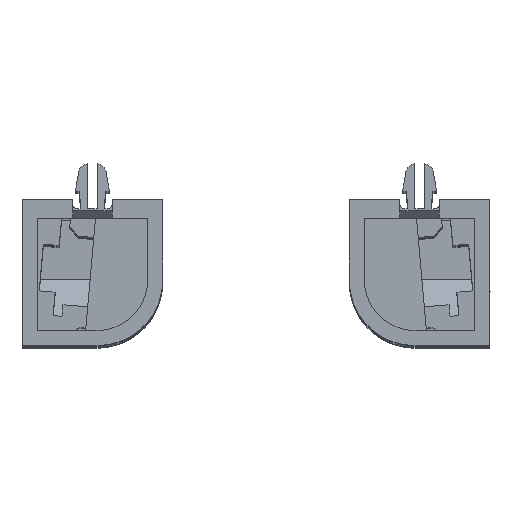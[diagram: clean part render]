
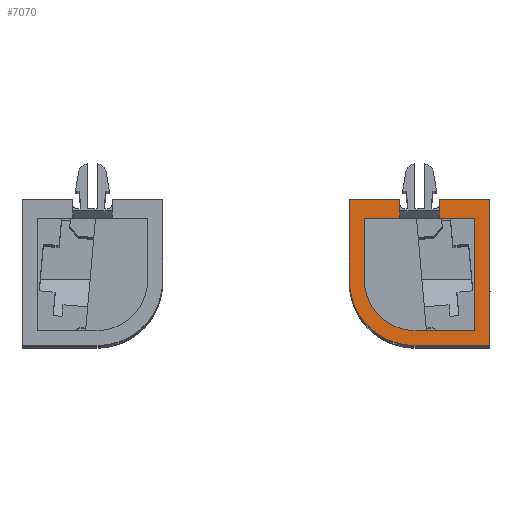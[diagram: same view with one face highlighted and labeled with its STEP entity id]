
A CAD part, top view. The second image highlights one B-rep face of the part: STEP entity #7070.
In plain terms, the highlighted planar face has unit normal (0, 0, 1).
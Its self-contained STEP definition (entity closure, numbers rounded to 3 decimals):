
#185=CIRCLE('',#7523,5.401);
#186=CIRCLE('',#7524,7.001);
#334=FACE_OUTER_BOUND('',#704,.T.);
#704=EDGE_LOOP('',(#4691,#4692,#4693,#4694,#4695,#4696,#4697,#4698,#4699,
#4700,#4701,#4702,#4703,#4704,#4705,#4706,#4707));
#1101=LINE('',#10121,#2007);
#1107=LINE('',#10133,#2013);
#1109=LINE('',#10137,#2015);
#1110=LINE('',#10139,#2016);
#1111=LINE('',#10141,#2017);
#1112=LINE('',#10143,#2018);
#1113=LINE('',#10146,#2019);
#1114=LINE('',#10148,#2020);
#1115=LINE('',#10150,#2021);
#1116=LINE('',#10152,#2022);
#1117=LINE('',#10156,#2023);
#1118=LINE('',#10158,#2024);
#1119=LINE('',#10160,#2025);
#1120=LINE('',#10162,#2026);
#1121=LINE('',#10163,#2027);
#2007=VECTOR('',#8103,10.);
#2013=VECTOR('',#8109,10.);
#2015=VECTOR('',#8113,10.);
#2016=VECTOR('',#8114,10.);
#2017=VECTOR('',#8115,10.);
#2018=VECTOR('',#8116,10.);
#2019=VECTOR('',#8119,10.);
#2020=VECTOR('',#8120,10.);
#2021=VECTOR('',#8121,10.);
#2022=VECTOR('',#8122,10.);
#2023=VECTOR('',#8125,10.);
#2024=VECTOR('',#8126,10.);
#2025=VECTOR('',#8127,10.);
#2026=VECTOR('',#8128,10.);
#2027=VECTOR('',#8129,10.);
#2915=VERTEX_POINT('',#10118);
#2916=VERTEX_POINT('',#10120);
#2921=VERTEX_POINT('',#10130);
#2922=VERTEX_POINT('',#10132);
#2923=VERTEX_POINT('',#10136);
#2924=VERTEX_POINT('',#10138);
#2925=VERTEX_POINT('',#10140);
#2926=VERTEX_POINT('',#10142);
#2927=VERTEX_POINT('',#10144);
#2928=VERTEX_POINT('',#10147);
#2929=VERTEX_POINT('',#10149);
#2930=VERTEX_POINT('',#10151);
#2931=VERTEX_POINT('',#10153);
#2932=VERTEX_POINT('',#10155);
#2933=VERTEX_POINT('',#10157);
#2934=VERTEX_POINT('',#10159);
#2935=VERTEX_POINT('',#10161);
#3621=EDGE_CURVE('',#2916,#2915,#1101,.T.);
#3627=EDGE_CURVE('',#2922,#2921,#1107,.T.);
#3629=EDGE_CURVE('',#2923,#2922,#1109,.T.);
#3630=EDGE_CURVE('',#2921,#2924,#1110,.T.);
#3631=EDGE_CURVE('',#2924,#2925,#1111,.T.);
#3632=EDGE_CURVE('',#2925,#2926,#1112,.T.);
#3633=EDGE_CURVE('',#2926,#2927,#185,.T.);
#3634=EDGE_CURVE('',#2927,#2916,#1113,.T.);
#3635=EDGE_CURVE('',#2915,#2928,#1114,.T.);
#3636=EDGE_CURVE('',#2928,#2929,#1115,.T.);
#3637=EDGE_CURVE('',#2929,#2930,#1116,.T.);
#3638=EDGE_CURVE('',#2930,#2931,#186,.T.);
#3639=EDGE_CURVE('',#2931,#2932,#1117,.T.);
#3640=EDGE_CURVE('',#2932,#2933,#1118,.T.);
#3641=EDGE_CURVE('',#2933,#2934,#1119,.T.);
#3642=EDGE_CURVE('',#2934,#2935,#1120,.T.);
#3643=EDGE_CURVE('',#2935,#2923,#1121,.T.);
#4691=ORIENTED_EDGE('',*,*,#3629,.T.);
#4692=ORIENTED_EDGE('',*,*,#3627,.T.);
#4693=ORIENTED_EDGE('',*,*,#3630,.T.);
#4694=ORIENTED_EDGE('',*,*,#3631,.T.);
#4695=ORIENTED_EDGE('',*,*,#3632,.T.);
#4696=ORIENTED_EDGE('',*,*,#3633,.T.);
#4697=ORIENTED_EDGE('',*,*,#3634,.T.);
#4698=ORIENTED_EDGE('',*,*,#3621,.T.);
#4699=ORIENTED_EDGE('',*,*,#3635,.T.);
#4700=ORIENTED_EDGE('',*,*,#3636,.T.);
#4701=ORIENTED_EDGE('',*,*,#3637,.T.);
#4702=ORIENTED_EDGE('',*,*,#3638,.T.);
#4703=ORIENTED_EDGE('',*,*,#3639,.T.);
#4704=ORIENTED_EDGE('',*,*,#3640,.T.);
#4705=ORIENTED_EDGE('',*,*,#3641,.T.);
#4706=ORIENTED_EDGE('',*,*,#3642,.T.);
#4707=ORIENTED_EDGE('',*,*,#3643,.T.);
#6776=PLANE('',#7522);
#7070=ADVANCED_FACE('',(#334),#6776,.T.);
#7522=AXIS2_PLACEMENT_3D('',#10135,#8111,#8112);
#7523=AXIS2_PLACEMENT_3D('',#10145,#8117,#8118);
#7524=AXIS2_PLACEMENT_3D('',#10154,#8123,#8124);
#8103=DIRECTION('',(1.,0.,0.));
#8109=DIRECTION('',(1.,0.,0.));
#8111=DIRECTION('center_axis',(0.,0.,1.));
#8112=DIRECTION('ref_axis',(1.,0.,0.));
#8113=DIRECTION('',(0.,-1.,0.));
#8114=DIRECTION('',(0.,-1.,0.));
#8115=DIRECTION('',(-1.,0.,0.));
#8116=DIRECTION('',(-1.,0.004,0.));
#8117=DIRECTION('center_axis',(0.,0.,-1.));
#8118=DIRECTION('ref_axis',(-0.02,-1.,0.));
#8119=DIRECTION('',(0.,1.,0.));
#8120=DIRECTION('',(0.,1.,0.));
#8121=DIRECTION('',(-1.,0.,0.));
#8122=DIRECTION('',(0.,-1.,0.));
#8123=DIRECTION('center_axis',(0.,0.,1.));
#8124=DIRECTION('ref_axis',(-1.,-0.019,0.));
#8125=DIRECTION('',(1.,-0.004,0.));
#8126=DIRECTION('',(1.,0.,0.));
#8127=DIRECTION('',(1.,0.,0.));
#8128=DIRECTION('',(0.,1.,0.));
#8129=DIRECTION('',(-1.,0.,0.));
#10118=CARTESIAN_POINT('',(15.338,53.591,97.078));
#10120=CARTESIAN_POINT('',(11.538,53.591,97.078));
#10121=CARTESIAN_POINT('',(17.273,53.591,97.078));
#10130=CARTESIAN_POINT('',(23.338,53.591,97.078));
#10132=CARTESIAN_POINT('',(19.538,53.591,97.078));
#10133=CARTESIAN_POINT('',(17.273,53.591,97.078));
#10135=CARTESIAN_POINT('Origin',(17.438,49.7,97.078));
#10136=CARTESIAN_POINT('',(19.538,55.591,97.078));
#10137=CARTESIAN_POINT('',(19.538,55.591,97.078));
#10138=CARTESIAN_POINT('',(23.338,41.611,97.078));
#10139=CARTESIAN_POINT('',(23.338,45.656,97.078));
#10140=CARTESIAN_POINT('',(17.016,41.61,97.078));
#10141=CARTESIAN_POINT('',(17.798,41.61,97.078));
#10142=CARTESIAN_POINT('',(16.831,41.611,97.078));
#10143=CARTESIAN_POINT('',(17.12,41.61,97.078));
#10144=CARTESIAN_POINT('',(11.538,46.895,97.078));
#10145=CARTESIAN_POINT('Origin',(16.938,47.011,97.078));
#10146=CARTESIAN_POINT('',(11.538,51.646,97.078));
#10147=CARTESIAN_POINT('',(15.338,55.591,97.078));
#10148=CARTESIAN_POINT('',(15.338,52.396,97.078));
#10149=CARTESIAN_POINT('',(9.938,55.591,97.078));
#10150=CARTESIAN_POINT('',(15.338,55.591,97.078));
#10151=CARTESIAN_POINT('',(9.938,46.878,97.078));
#10152=CARTESIAN_POINT('',(9.938,53.091,97.078));
#10153=CARTESIAN_POINT('',(16.813,40.011,97.078));
#10154=CARTESIAN_POINT('Origin',(16.938,47.011,97.078));
#10155=CARTESIAN_POINT('',(17.013,40.01,97.078));
#10156=CARTESIAN_POINT('',(16.813,40.011,97.078));
#10157=CARTESIAN_POINT('',(23.95,40.011,97.078));
#10158=CARTESIAN_POINT('',(17.013,40.01,97.078));
#10159=CARTESIAN_POINT('',(24.938,40.011,97.078));
#10160=CARTESIAN_POINT('',(23.95,40.011,97.078));
#10161=CARTESIAN_POINT('',(24.938,55.591,97.078));
#10162=CARTESIAN_POINT('',(24.938,55.591,97.078));
#10163=CARTESIAN_POINT('',(19.538,55.591,97.078));
